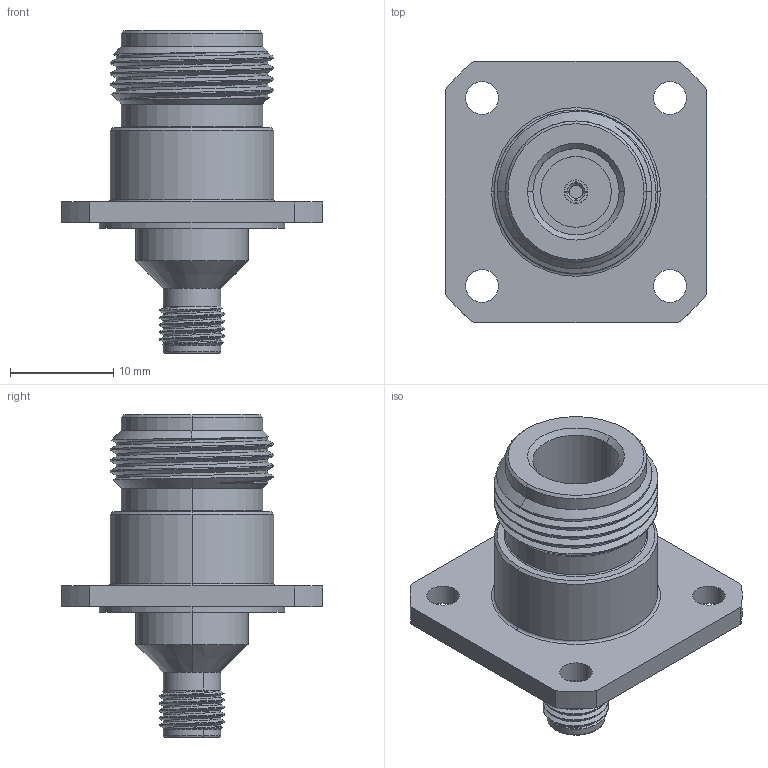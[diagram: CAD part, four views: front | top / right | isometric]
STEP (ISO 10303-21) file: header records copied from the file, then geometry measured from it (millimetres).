
FILE_DESCRIPTION (( 'STEP AP203' ), '1' );
FILE_NAME ('SM4224.step', '2018-08-30T15:08:36', ( '' ), ( '' ), 'SwSTEP 2.0', 'SolidWorks 2017', '' );
FILE_SCHEMA (( 'CONFIG_CONTROL_DESIGN' ));
Length unit declared in the file: inch
Products named in the file (1): SM4224
Bounding box: 25.4 x 25.4 x 31.29 mm (x, y, z)
Volume: 4262.6 mm3; surface area: 3258 mm2
Topology: 1 solids, 1 shells, 144 faces, 353 edges, 226 vertices
Faces by surface type: cylinder 74, plane 33, cone 25, torus 6, bspline 6
Entity records: 7354 total; most frequent: CARTESIAN_POINT 4033, ORIENTED_EDGE 706, DIRECTION 649, EDGE_CURVE 353, AXIS2_PLACEMENT_3D 267, VERTEX_POINT 226, EDGE_LOOP 167, FACE_OUTER_BOUND 144
